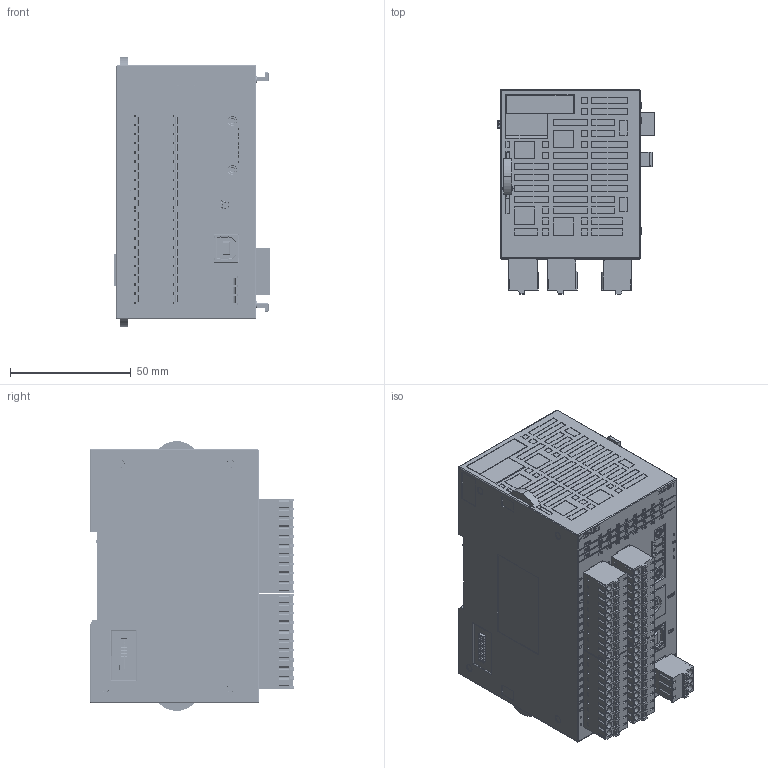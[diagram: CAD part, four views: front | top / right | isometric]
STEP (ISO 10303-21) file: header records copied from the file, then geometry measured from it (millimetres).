
FILE_DESCRIPTION(/* description */ (''),/* implementation_level */ '2;1');
FILE_NAME(/* name */ 'XL5-32T',/* time_stamp */ '2022-08-22T11:33:20+08:00',/* author */ (''),/* organization */ (''),/* preprocessor_version */ 'ST-DEVELOPER v16.5',/* originating_system */ '',/* authorisation */ '');
FILE_SCHEMA (('CONFIG_CONTROL_DESIGN'));
Products named in the file (1): Document
Bounding box: 64.75 x 84.66 x 111.69 mm (x, y, z)
Volume: 443606.3 mm3; surface area: 49176.4 mm2
Topology: 1 solids, 223 shells, 4123 faces, 52845 edges, 49325 vertices
Faces by surface type: plane 3620, cylinder 349, bspline 154
Entity records: 414086 total; most frequent: CARTESIAN_POINT 171196, ORIENTED_EDGE 63067, EDGE_CURVE 52842, B_SPLINE_CURVE_WITH_KNOTS 51923, VERTEX_POINT 49325, EDGE_LOOP 4565, ADVANCED_FACE 4123, FACE_OUTER_BOUND 4123
